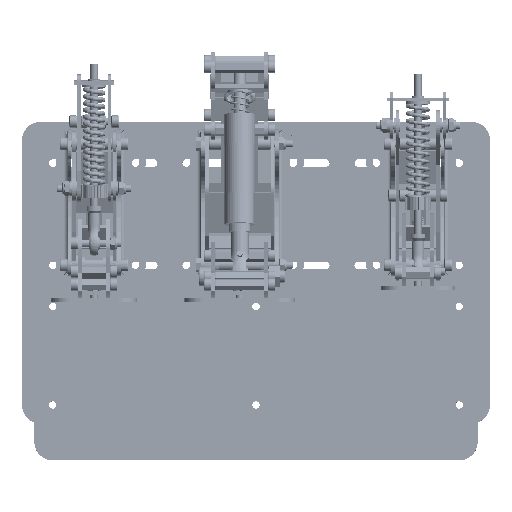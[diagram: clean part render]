
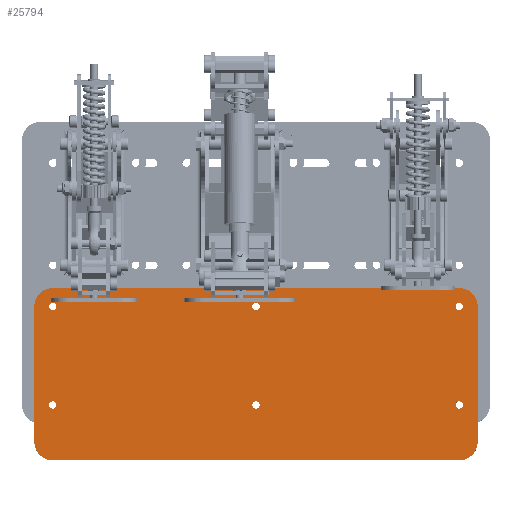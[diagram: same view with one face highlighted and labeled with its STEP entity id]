
A CAD part, top view. The second image highlights one B-rep face of the part: STEP entity #25794.
In plain terms, the highlighted planar face has unit normal (0, 0, 1).
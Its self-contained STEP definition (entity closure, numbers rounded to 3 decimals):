
#1925=CIRCLE('',#29893,3.);
#1926=CIRCLE('',#29894,3.);
#1927=CIRCLE('',#29895,3.);
#1928=CIRCLE('',#29896,3.);
#1929=CIRCLE('',#29897,3.);
#1930=CIRCLE('',#29898,3.);
#1931=CIRCLE('',#29899,15.);
#1932=CIRCLE('',#29900,15.);
#1933=CIRCLE('',#29901,15.);
#1934=CIRCLE('',#29902,15.);
#3081=ORIENTED_EDGE('',*,*,#10017,.T.);
#3082=ORIENTED_EDGE('',*,*,#10018,.T.);
#3083=ORIENTED_EDGE('',*,*,#10019,.T.);
#3084=ORIENTED_EDGE('',*,*,#10020,.T.);
#3085=ORIENTED_EDGE('',*,*,#10021,.T.);
#3086=ORIENTED_EDGE('',*,*,#10022,.T.);
#3087=ORIENTED_EDGE('',*,*,#10011,.T.);
#3088=ORIENTED_EDGE('',*,*,#10023,.T.);
#3089=ORIENTED_EDGE('',*,*,#10013,.T.);
#3090=ORIENTED_EDGE('',*,*,#10024,.T.);
#3091=ORIENTED_EDGE('',*,*,#10003,.T.);
#3092=ORIENTED_EDGE('',*,*,#10025,.T.);
#3093=ORIENTED_EDGE('',*,*,#10007,.T.);
#3094=ORIENTED_EDGE('',*,*,#10026,.T.);
#10003=EDGE_CURVE('',#13506,#13505,#15967,.T.);
#10007=EDGE_CURVE('',#13510,#13509,#15971,.T.);
#10011=EDGE_CURVE('',#13514,#13513,#15975,.T.);
#10013=EDGE_CURVE('',#13515,#13516,#15977,.T.);
#10017=EDGE_CURVE('',#13519,#13519,#1925,.T.);
#10018=EDGE_CURVE('',#13520,#13520,#1926,.T.);
#10019=EDGE_CURVE('',#13521,#13521,#1927,.T.);
#10020=EDGE_CURVE('',#13522,#13522,#1928,.T.);
#10021=EDGE_CURVE('',#13523,#13523,#1929,.T.);
#10022=EDGE_CURVE('',#13524,#13524,#1930,.T.);
#10023=EDGE_CURVE('',#13513,#13515,#1931,.T.);
#10024=EDGE_CURVE('',#13516,#13506,#1932,.T.);
#10025=EDGE_CURVE('',#13505,#13510,#1933,.T.);
#10026=EDGE_CURVE('',#13509,#13514,#1934,.T.);
#13505=VERTEX_POINT('',#39891);
#13506=VERTEX_POINT('',#39893);
#13509=VERTEX_POINT('',#39900);
#13510=VERTEX_POINT('',#39902);
#13513=VERTEX_POINT('',#39909);
#13514=VERTEX_POINT('',#39911);
#13515=VERTEX_POINT('',#39915);
#13516=VERTEX_POINT('',#39916);
#13519=VERTEX_POINT('',#39924);
#13520=VERTEX_POINT('',#39926);
#13521=VERTEX_POINT('',#39928);
#13522=VERTEX_POINT('',#39930);
#13523=VERTEX_POINT('',#39932);
#13524=VERTEX_POINT('',#39934);
#15967=LINE('',#39892,#18307);
#15971=LINE('',#39901,#18311);
#15975=LINE('',#39910,#18315);
#15977=LINE('',#39914,#18317);
#18307=VECTOR('',#32612,1000.);
#18311=VECTOR('',#32618,1000.);
#18315=VECTOR('',#32624,1000.);
#18317=VECTOR('',#32628,1000.);
#20643=EDGE_LOOP('',(#3081));
#20644=EDGE_LOOP('',(#3082));
#20645=EDGE_LOOP('',(#3083));
#20646=EDGE_LOOP('',(#3084));
#20647=EDGE_LOOP('',(#3085));
#20648=EDGE_LOOP('',(#3086));
#20649=EDGE_LOOP('',(#3087,#3088,#3089,#3090,#3091,#3092,#3093,#3094));
#22786=FACE_BOUND('',#20643,.T.);
#22787=FACE_BOUND('',#20644,.T.);
#22788=FACE_BOUND('',#20645,.T.);
#22789=FACE_BOUND('',#20646,.T.);
#22790=FACE_BOUND('',#20647,.T.);
#22791=FACE_BOUND('',#20648,.T.);
#22792=FACE_BOUND('',#20649,.T.);
#24854=PLANE('',#29892);
#25794=ADVANCED_FACE('',(#22786,#22787,#22788,#22789,#22790,#22791,#22792),
#24854,.T.);
#29892=AXIS2_PLACEMENT_3D('',#39922,#32632,#32633);
#29893=AXIS2_PLACEMENT_3D('',#39923,#32634,#32635);
#29894=AXIS2_PLACEMENT_3D('',#39925,#32636,#32637);
#29895=AXIS2_PLACEMENT_3D('',#39927,#32638,#32639);
#29896=AXIS2_PLACEMENT_3D('',#39929,#32640,#32641);
#29897=AXIS2_PLACEMENT_3D('',#39931,#32642,#32643);
#29898=AXIS2_PLACEMENT_3D('',#39933,#32644,#32645);
#29899=AXIS2_PLACEMENT_3D('',#39935,#32646,#32647);
#29900=AXIS2_PLACEMENT_3D('',#39936,#32648,#32649);
#29901=AXIS2_PLACEMENT_3D('',#39937,#32650,#32651);
#29902=AXIS2_PLACEMENT_3D('',#39938,#32652,#32653);
#32612=DIRECTION('',(1.,0.,0.));
#32618=DIRECTION('',(0.,1.,0.));
#32624=DIRECTION('',(-1.,0.,0.));
#32628=DIRECTION('',(0.,-1.,0.));
#32632=DIRECTION('',(0.,0.,1.));
#32633=DIRECTION('',(1.,0.,0.));
#32634=DIRECTION('',(0.,0.,-1.));
#32635=DIRECTION('',(-1.,0.,0.));
#32636=DIRECTION('',(0.,0.,-1.));
#32637=DIRECTION('',(-1.,0.,0.));
#32638=DIRECTION('',(0.,0.,-1.));
#32639=DIRECTION('',(1.,0.,0.));
#32640=DIRECTION('',(0.,0.,-1.));
#32641=DIRECTION('',(1.,0.,0.));
#32642=DIRECTION('',(0.,0.,-1.));
#32643=DIRECTION('',(1.,0.,0.));
#32644=DIRECTION('',(0.,0.,-1.));
#32645=DIRECTION('',(1.,0.,0.));
#32646=DIRECTION('',(0.,0.,1.));
#32647=DIRECTION('',(1.,0.,0.));
#32648=DIRECTION('',(0.,0.,1.));
#32649=DIRECTION('',(1.,0.,0.));
#32650=DIRECTION('',(0.,0.,1.));
#32651=DIRECTION('',(1.,0.,0.));
#32652=DIRECTION('',(0.,0.,1.));
#32653=DIRECTION('',(1.,0.,0.));
#39891=CARTESIAN_POINT('',(156.389,-125.865,3.));
#39892=CARTESIAN_POINT('',(-188.611,-125.865,3.));
#39893=CARTESIAN_POINT('',(-173.611,-125.865,3.));
#39900=CARTESIAN_POINT('',(171.389,-0.865,3.));
#39901=CARTESIAN_POINT('',(171.389,-125.865,3.));
#39902=CARTESIAN_POINT('',(171.389,-110.865,3.));
#39909=CARTESIAN_POINT('',(-173.611,14.135,3.));
#39910=CARTESIAN_POINT('',(171.389,14.135,3.));
#39911=CARTESIAN_POINT('',(156.389,14.135,3.));
#39914=CARTESIAN_POINT('',(-188.611,14.135,3.));
#39915=CARTESIAN_POINT('',(-188.611,-0.865,3.));
#39916=CARTESIAN_POINT('',(-188.611,-110.865,3.));
#39922=CARTESIAN_POINT('',(0.,0.,3.));
#39923=CARTESIAN_POINT('',(-8.611,-0.865,3.));
#39924=CARTESIAN_POINT('',(-11.611,-0.865,3.));
#39925=CARTESIAN_POINT('',(-8.611,-80.865,3.));
#39926=CARTESIAN_POINT('',(-11.611,-80.865,3.));
#39927=CARTESIAN_POINT('',(156.389,-80.865,3.));
#39928=CARTESIAN_POINT('',(159.389,-80.865,3.));
#39929=CARTESIAN_POINT('',(156.389,-0.865,3.));
#39930=CARTESIAN_POINT('',(159.389,-0.865,3.));
#39931=CARTESIAN_POINT('',(-173.611,-80.865,3.));
#39932=CARTESIAN_POINT('',(-170.611,-80.865,3.));
#39933=CARTESIAN_POINT('',(-173.611,-0.865,3.));
#39934=CARTESIAN_POINT('',(-170.611,-0.865,3.));
#39935=CARTESIAN_POINT('',(-173.611,-0.865,3.));
#39936=CARTESIAN_POINT('',(-173.611,-110.865,3.));
#39937=CARTESIAN_POINT('',(156.389,-110.865,3.));
#39938=CARTESIAN_POINT('',(156.389,-0.865,3.));
